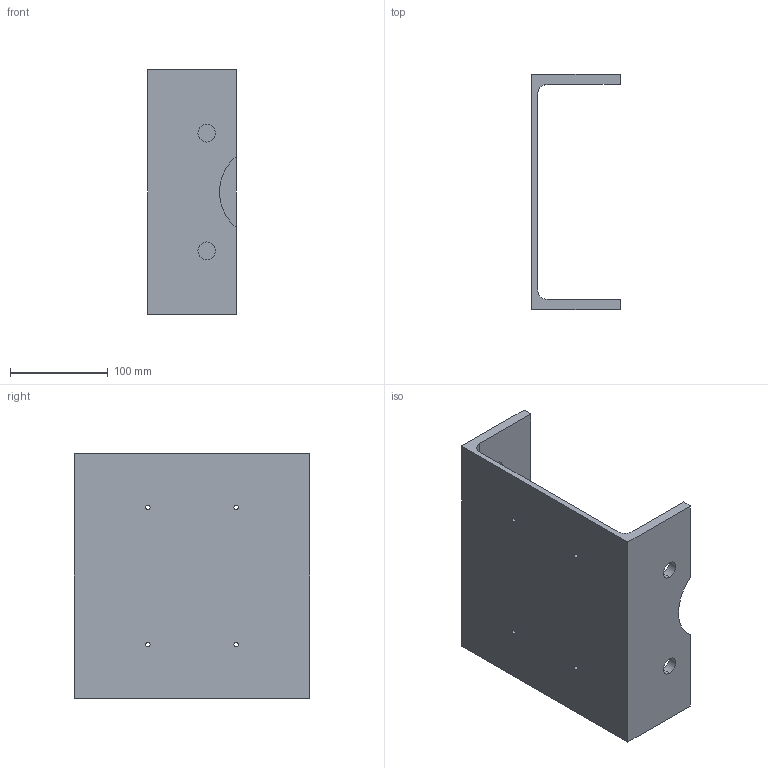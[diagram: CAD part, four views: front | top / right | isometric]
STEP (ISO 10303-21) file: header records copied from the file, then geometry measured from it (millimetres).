
FILE_DESCRIPTION (( 'STEP AP203' ), '1' );
FILE_NAME ('ÒÒÝÎ-3.19.00.00.010-01 Øâåëëåð.STEP', '2019-03-07T07:21:48', ( '' ), ( '' ), 'SwSTEP 2.0', 'SolidWorks 2018', '' );
FILE_SCHEMA (( 'CONFIG_CONTROL_DESIGN' ));
Length unit declared in the file: millimetre
Products named in the file (1): ÒÒÝÎ-3.19.00.00.010-01 Øâåëëåð
Bounding box: 90 x 240 x 250 mm (x, y, z)
Volume: 750742.6 mm3; surface area: 209912.7 mm2
Topology: 1 solids, 1 shells, 30 faces, 84 edges, 56 vertices
Faces by surface type: cylinder 19, plane 11
Entity records: 1095 total; most frequent: DIRECTION 184, CARTESIAN_POINT 171, ORIENTED_EDGE 168, EDGE_CURVE 84, AXIS2_PLACEMENT_3D 69, VERTEX_POINT 56, EDGE_LOOP 46, VECTOR 46
